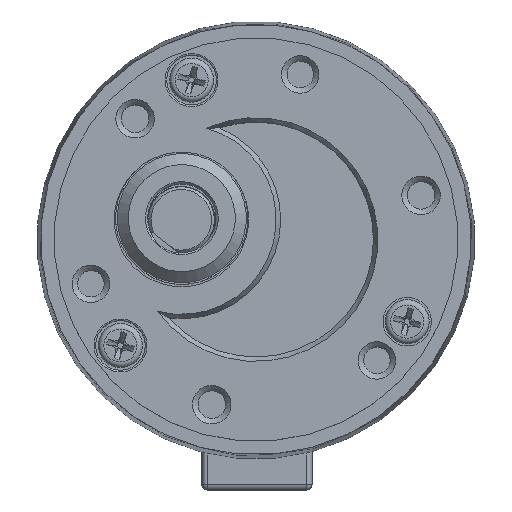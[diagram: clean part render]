
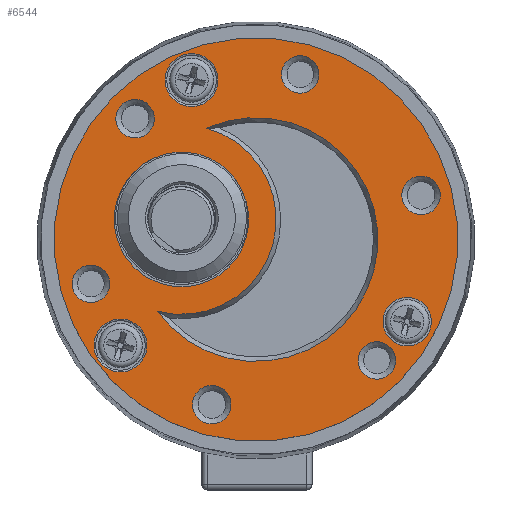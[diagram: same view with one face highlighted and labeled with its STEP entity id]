
A CAD part, top view. The second image highlights one B-rep face of the part: STEP entity #6544.
In plain terms, the highlighted planar face has unit normal (0, 0, 1).
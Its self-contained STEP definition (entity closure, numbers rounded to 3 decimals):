
#6544=ADVANCED_FACE('',(#8380,#8381,#8382,#8383,#8384,#8385,#8386,#8387,
#8388,#8389,#8390,#8391),#7610,.T.);
#7610=PLANE('',#21293);
#8380=FACE_BOUND('',#8940,.T.);
#8381=FACE_BOUND('',#8941,.T.);
#8382=FACE_BOUND('',#8942,.T.);
#8383=FACE_BOUND('',#8943,.T.);
#8384=FACE_BOUND('',#8944,.T.);
#8385=FACE_BOUND('',#8945,.T.);
#8386=FACE_BOUND('',#8946,.T.);
#8387=FACE_BOUND('',#8947,.T.);
#8388=FACE_BOUND('',#8948,.T.);
#8389=FACE_BOUND('',#8949,.T.);
#8390=FACE_BOUND('',#8950,.T.);
#8391=FACE_BOUND('',#8951,.T.);
#8940=EDGE_LOOP('',(#10868));
#8941=EDGE_LOOP('',(#10869));
#8942=EDGE_LOOP('',(#10870));
#8943=EDGE_LOOP('',(#10871));
#8944=EDGE_LOOP('',(#10872));
#8945=EDGE_LOOP('',(#10873));
#8946=EDGE_LOOP('',(#10874));
#8947=EDGE_LOOP('',(#10875));
#8948=EDGE_LOOP('',(#10876));
#8949=EDGE_LOOP('',(#10877));
#8950=EDGE_LOOP('',(#10878));
#8951=EDGE_LOOP('',(#10879,#10880));
#10868=ORIENTED_EDGE('',*,*,#17607,.T.);
#10869=ORIENTED_EDGE('',*,*,#17608,.T.);
#10870=ORIENTED_EDGE('',*,*,#17609,.T.);
#10871=ORIENTED_EDGE('',*,*,#17610,.T.);
#10872=ORIENTED_EDGE('',*,*,#17611,.T.);
#10873=ORIENTED_EDGE('',*,*,#17612,.T.);
#10874=ORIENTED_EDGE('',*,*,#17613,.T.);
#10875=ORIENTED_EDGE('',*,*,#17614,.T.);
#10876=ORIENTED_EDGE('',*,*,#17615,.T.);
#10877=ORIENTED_EDGE('',*,*,#17616,.F.);
#10878=ORIENTED_EDGE('',*,*,#17617,.T.);
#10879=ORIENTED_EDGE('',*,*,#17618,.T.);
#10880=ORIENTED_EDGE('',*,*,#17619,.T.);
#15735=VERTEX_POINT('',#30056);
#15736=VERTEX_POINT('',#30058);
#15737=VERTEX_POINT('',#30060);
#15738=VERTEX_POINT('',#30062);
#15739=VERTEX_POINT('',#30064);
#15740=VERTEX_POINT('',#30066);
#15741=VERTEX_POINT('',#30068);
#15742=VERTEX_POINT('',#30070);
#15743=VERTEX_POINT('',#30072);
#15744=VERTEX_POINT('',#30074);
#15745=VERTEX_POINT('',#30076);
#15746=VERTEX_POINT('',#30078);
#15747=VERTEX_POINT('',#30079);
#17607=EDGE_CURVE('',#15735,#15735,#20008,.T.);
#17608=EDGE_CURVE('',#15736,#15736,#20009,.T.);
#17609=EDGE_CURVE('',#15737,#15737,#20010,.T.);
#17610=EDGE_CURVE('',#15738,#15738,#20011,.T.);
#17611=EDGE_CURVE('',#15739,#15739,#20012,.T.);
#17612=EDGE_CURVE('',#15740,#15740,#20013,.T.);
#17613=EDGE_CURVE('',#15741,#15741,#20014,.T.);
#17614=EDGE_CURVE('',#15742,#15742,#20015,.T.);
#17615=EDGE_CURVE('',#15743,#15743,#20016,.T.);
#17616=EDGE_CURVE('',#15744,#15744,#20017,.T.);
#17617=EDGE_CURVE('',#15745,#15745,#20018,.T.);
#17618=EDGE_CURVE('',#15746,#15747,#20019,.T.);
#17619=EDGE_CURVE('',#15747,#15746,#20020,.T.);
#20008=CIRCLE('',#21280,2.4);
#20009=CIRCLE('',#21281,2.4);
#20010=CIRCLE('',#21282,1.75);
#20011=CIRCLE('',#21283,1.75);
#20012=CIRCLE('',#21284,1.75);
#20013=CIRCLE('',#21285,1.7);
#20014=CIRCLE('',#21286,1.7);
#20015=CIRCLE('',#21287,1.7);
#20016=CIRCLE('',#21288,2.2);
#20017=CIRCLE('',#21289,6.1);
#20018=CIRCLE('',#21290,18.3);
#20019=CIRCLE('',#21291,8.596);
#20020=CIRCLE('',#21292,11.054);
#21280=AXIS2_PLACEMENT_3D('',#30055,#24080,#24081);
#21281=AXIS2_PLACEMENT_3D('',#30057,#24082,#24083);
#21282=AXIS2_PLACEMENT_3D('',#30059,#24084,#24085);
#21283=AXIS2_PLACEMENT_3D('',#30061,#24086,#24087);
#21284=AXIS2_PLACEMENT_3D('',#30063,#24088,#24089);
#21285=AXIS2_PLACEMENT_3D('',#30065,#24090,#24091);
#21286=AXIS2_PLACEMENT_3D('',#30067,#24092,#24093);
#21287=AXIS2_PLACEMENT_3D('',#30069,#24094,#24095);
#21288=AXIS2_PLACEMENT_3D('',#30071,#24096,#24097);
#21289=AXIS2_PLACEMENT_3D('',#30073,#24098,#24099);
#21290=AXIS2_PLACEMENT_3D('',#30075,#24100,#24101);
#21291=AXIS2_PLACEMENT_3D('',#30077,#24102,#24103);
#21292=AXIS2_PLACEMENT_3D('',#30080,#24104,#24105);
#21293=AXIS2_PLACEMENT_3D('',#30081,#24106,#24107);
#24080=DIRECTION('',(0.,0.,-1.));
#24081=DIRECTION('',(-0.966,0.259,0.));
#24082=DIRECTION('',(0.,0.,-1.));
#24083=DIRECTION('',(-0.966,0.259,0.));
#24084=DIRECTION('',(0.,0.,-1.));
#24085=DIRECTION('',(-0.966,0.259,0.));
#24086=DIRECTION('',(0.,0.,-1.));
#24087=DIRECTION('',(-0.966,0.259,0.));
#24088=DIRECTION('',(0.,0.,-1.));
#24089=DIRECTION('',(-0.966,0.259,0.));
#24090=DIRECTION('',(0.,0.,-1.));
#24091=DIRECTION('',(-0.966,0.259,0.));
#24092=DIRECTION('',(0.,0.,-1.));
#24093=DIRECTION('',(-0.966,0.259,0.));
#24094=DIRECTION('',(0.,0.,-1.));
#24095=DIRECTION('',(-0.966,0.259,0.));
#24096=DIRECTION('',(0.,0.,-1.));
#24097=DIRECTION('',(0.966,-0.259,0.));
#24098=DIRECTION('',(0.,0.,1.));
#24099=DIRECTION('',(-0.966,0.259,0.));
#24100=DIRECTION('',(0.,0.,1.));
#24101=DIRECTION('',(-0.966,0.259,0.));
#24102=DIRECTION('',(0.,0.,1.));
#24103=DIRECTION('',(-0.966,0.259,0.));
#24104=DIRECTION('',(0.,0.,-1.));
#24105=DIRECTION('',(-0.966,0.259,0.));
#24106=DIRECTION('',(0.,0.,1.));
#24107=DIRECTION('',(-0.966,0.259,0.));
#30055=CARTESIAN_POINT('',(-12.375,-9.458,43.05));
#30056=CARTESIAN_POINT('',(-14.694,-8.837,43.05));
#30057=CARTESIAN_POINT('',(-5.926,14.61,43.05));
#30058=CARTESIAN_POINT('',(-8.245,15.231,43.05));
#30059=CARTESIAN_POINT('',(-4.094,-14.826,43.05));
#30060=CARTESIAN_POINT('',(-5.785,-14.373,43.05));
#30061=CARTESIAN_POINT('',(14.889,4.158,43.05));
#30062=CARTESIAN_POINT('',(13.199,4.61,43.05));
#30063=CARTESIAN_POINT('',(-11.043,11.106,43.05));
#30064=CARTESIAN_POINT('',(-12.733,11.559,43.05));
#30065=CARTESIAN_POINT('',(3.929,15.118,43.05));
#30066=CARTESIAN_POINT('',(2.287,15.558,43.05));
#30067=CARTESIAN_POINT('',(10.878,-10.814,43.05));
#30068=CARTESIAN_POINT('',(9.236,-10.374,43.05));
#30069=CARTESIAN_POINT('',(-15.054,-3.866,43.05));
#30070=CARTESIAN_POINT('',(-16.696,-3.426,43.05));
#30071=CARTESIAN_POINT('',(13.627,-7.298,43.05));
#30072=CARTESIAN_POINT('',(15.752,-7.867,43.05));
#30073=CARTESIAN_POINT('',(-6.844,1.958,43.05));
#30074=CARTESIAN_POINT('',(-12.736,3.536,43.05));
#30075=CARTESIAN_POINT('',(-0.083,0.146,43.05));
#30076=CARTESIAN_POINT('',(-17.759,4.882,43.05));
#30077=CARTESIAN_POINT('',(-6.844,1.958,43.05));
#30078=CARTESIAN_POINT('',(-9.021,-6.358,43.05));
#30079=CARTESIAN_POINT('',(-4.571,10.248,43.05));
#30080=CARTESIAN_POINT('',(-0.083,0.146,43.05));
#30081=CARTESIAN_POINT('',(-0.083,0.146,43.05));
